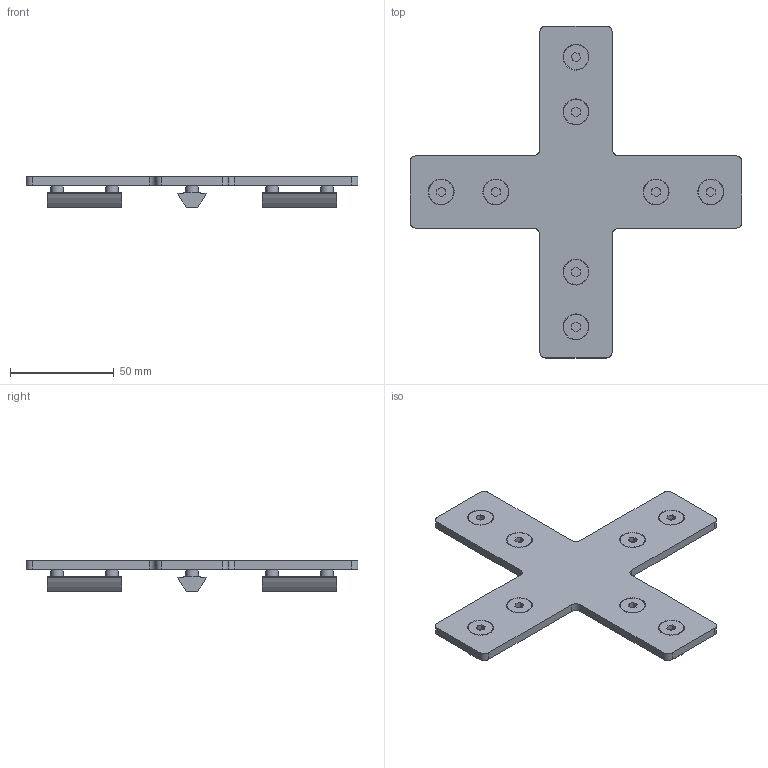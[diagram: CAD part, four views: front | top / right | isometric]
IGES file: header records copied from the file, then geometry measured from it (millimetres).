
Global section: file name: 500001; native system: Autodesk Inventor 2021; preprocessor: unknown; author: Mrówczyńska,,; organization: 11; date: 20220803.071607; units: millimetre
Bounding box: 160 x 160 x 14.7 mm (x, y, z)
Volume: 50023.1 mm3; surface area: 29171.5 mm2
Topology: 1 solids, 1 shells, 194 faces, 466 edges, 306 vertices
Faces by surface type: bspline 194
